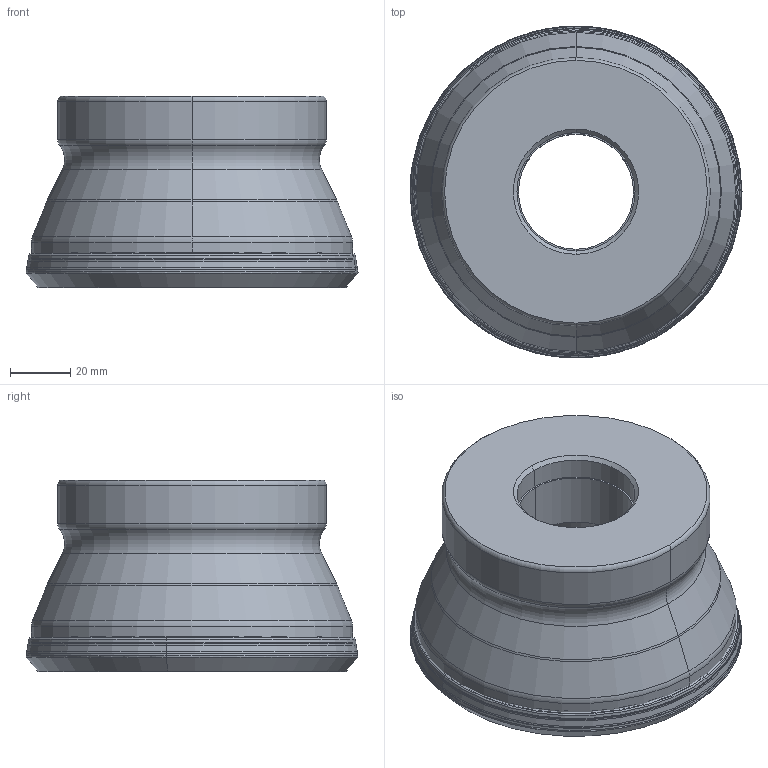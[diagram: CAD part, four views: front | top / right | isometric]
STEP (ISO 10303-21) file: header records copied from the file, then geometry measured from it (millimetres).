
FILE_DESCRIPTION(/* description */ (''),/* implementation_level */ '2;1');
FILE_NAME(/* name */ 'AHX440SUR0412EA_IR0_031.stp',/* time_stamp */ '2023-03-10T09:59:55+09:00',/* author */ (''),/* organization */ (''),/* preprocessor_version */ 'ST-DEVELOPER v16',/* originating_system */ 'SIEMENS PLM Software NX 10.0',/* authorisation */ '');
FILE_SCHEMA (('AUTOMOTIVE_DESIGN { 1 0 10303 214 3 1 1 1 }'));
Length unit declared in the file: millimetre
Products named in the file (1): AHX440SUR0412EA_IR0_031_ASM
Bounding box: 109.89 x 109.85 x 63.5 mm (x, y, z)
Volume: 376459.4 mm3; surface area: 53048 mm2
Topology: 2 solids, 2 shells, 198 faces, 482 edges, 357 vertices
Faces by surface type: torus 90, revolution 36, cone 32, bspline 20, cylinder 14, plane 6
Entity records: 7092 total; most frequent: CARTESIAN_POINT 2177, DIRECTION 1137, ORIENTED_EDGE 832, AXIS2_PLACEMENT_3D 525, EDGE_CURVE 416, CIRCLE 375, VERTEX_POINT 224, EDGE_LOOP 204
